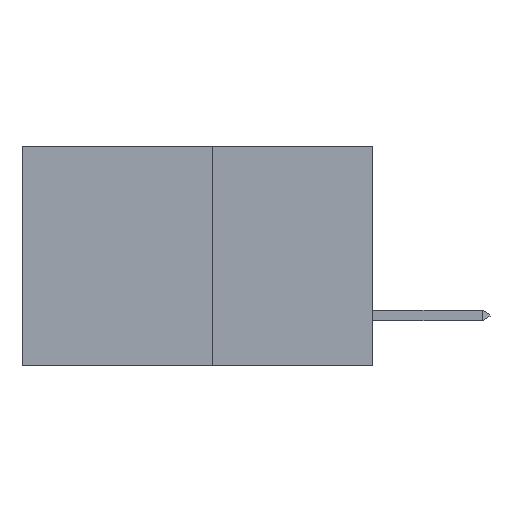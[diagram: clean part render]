
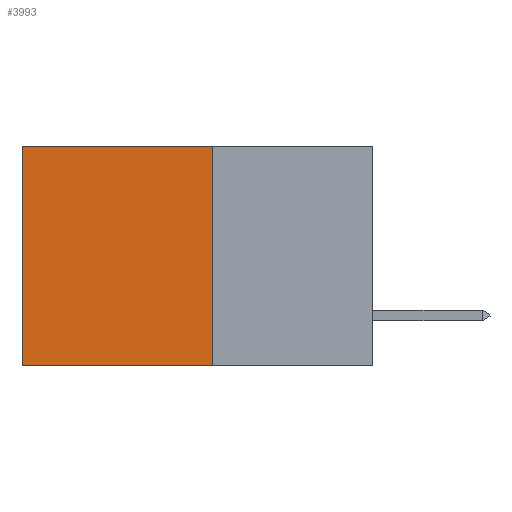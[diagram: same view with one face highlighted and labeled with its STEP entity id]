
A CAD part, left-side view. The second image highlights one B-rep face of the part: STEP entity #3993.
In plain terms, the highlighted planar face has unit normal (-1, 0, 0).
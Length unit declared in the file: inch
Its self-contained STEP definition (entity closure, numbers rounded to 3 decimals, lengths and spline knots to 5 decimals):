
#168 = VERTEX_POINT ( 'NONE', #6357 ) ;
#231 = ORIENTED_EDGE ( 'NONE', *, *, #1684, .T. ) ;
#259 = ORIENTED_EDGE ( 'NONE', *, *, #8961, .F. ) ;
#272 = ORIENTED_EDGE ( 'NONE', *, *, #8089, .F. ) ;
#308 = ORIENTED_EDGE ( 'NONE', *, *, #6335, .T. ) ;
#1684 = EDGE_CURVE ( 'NONE', #168, #8652, #9067, .T. ) ;
#1882 = VERTEX_POINT ( 'NONE', #6567 ) ;
#2430 = VECTOR ( 'NONE', #8751, 39.37008 ) ;
#2459 = DIRECTION ( 'NONE',  ( 0., 1., 0. ) ) ;
#3760 = LINE ( 'NONE', #5734, #5442 ) ;
#3822 = DIRECTION ( 'NONE',  ( 0., 1., 0. ) ) ;
#3993 = ADVANCED_FACE ( 'NONE', ( #11289 ), #7849, .F. ) ;
#4156 = VERTEX_POINT ( 'NONE', #6669 ) ;
#4982 = EDGE_LOOP ( 'NONE', ( #231, #259, #272, #308 ) ) ;
#5434 = CARTESIAN_POINT ( 'NONE',  ( 0.277, 0.27, -0.37 ) ) ;
#5442 = VECTOR ( 'NONE', #3822, 39.37008 ) ;
#5734 = CARTESIAN_POINT ( 'NONE',  ( 0.277, 0.27, 0. ) ) ;
#6335 = EDGE_CURVE ( 'NONE', #4156, #168, #3760, .T. ) ;
#6357 = CARTESIAN_POINT ( 'NONE',  ( 0.277, 0.59, 0. ) ) ;
#6567 = CARTESIAN_POINT ( 'NONE',  ( 0.277, 0.27, -0.37 ) ) ;
#6669 = CARTESIAN_POINT ( 'NONE',  ( 0.277, 0.27, 0. ) ) ;
#6936 = CARTESIAN_POINT ( 'NONE',  ( 0.277, 0.27, -0.37 ) ) ;
#7686 = LINE ( 'NONE', #6936, #9521 ) ;
#7792 = DIRECTION ( 'NONE',  ( 0., 0., -1. ) ) ;
#7806 = DIRECTION ( 'NONE',  ( 1., 0., 0. ) ) ;
#7833 = CARTESIAN_POINT ( 'NONE',  ( 0.277, 0.27, -0.37 ) ) ;
#7839 = DIRECTION ( 'NONE',  ( 0., 0., -1. ) ) ;
#7849 = PLANE ( 'NONE',  #9189 ) ;
#8089 = EDGE_CURVE ( 'NONE', #4156, #1882, #7686, .T. ) ;
#8652 = VERTEX_POINT ( 'NONE', #11319 ) ;
#8751 = DIRECTION ( 'NONE',  ( 0., 0., -1. ) ) ;
#8844 = CARTESIAN_POINT ( 'NONE',  ( 0.277, 0.59, -0.37 ) ) ;
#8961 = EDGE_CURVE ( 'NONE', #1882, #8652, #10276, .T. ) ;
#9067 = LINE ( 'NONE', #8844, #2430 ) ;
#9189 = AXIS2_PLACEMENT_3D ( 'NONE', #7833, #7806, #7792 ) ;
#9521 = VECTOR ( 'NONE', #7839, 39.37008 ) ;
#9734 = VECTOR ( 'NONE', #2459, 39.37008 ) ;
#10276 = LINE ( 'NONE', #5434, #9734 ) ;
#11289 = FACE_OUTER_BOUND ( 'NONE', #4982, .T. ) ;
#11319 = CARTESIAN_POINT ( 'NONE',  ( 0.277, 0.59, -0.37 ) ) ;
